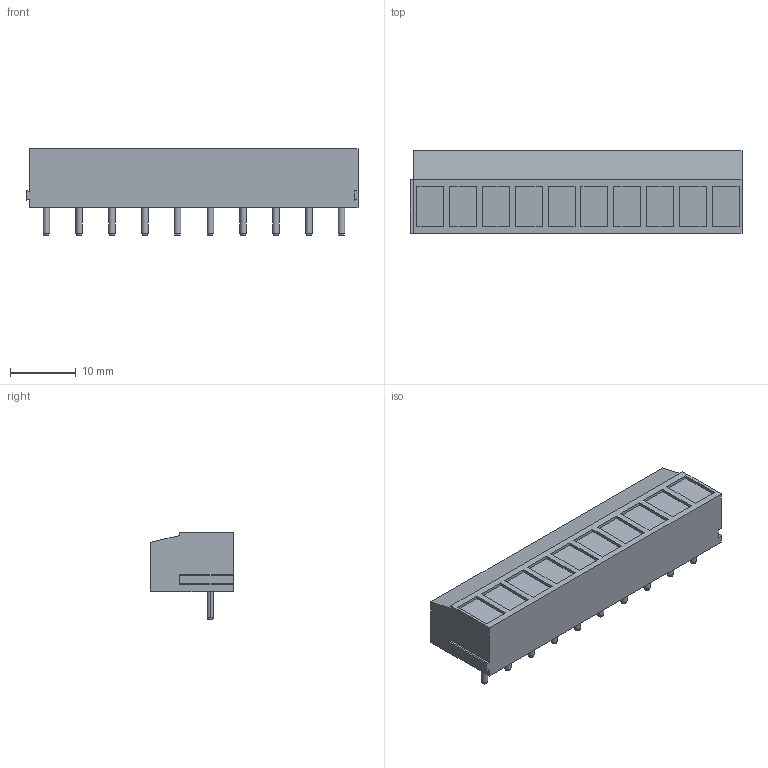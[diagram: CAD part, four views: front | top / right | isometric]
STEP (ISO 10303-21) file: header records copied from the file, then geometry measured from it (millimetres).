
FILE_DESCRIPTION(/* description */ (''),/* implementation_level */ '2;1');
FILE_NAME(/* name */ 'DG300R-5.0-10P-1Y-00A(H).stp',/* time_stamp */ '2020-05-28T10:14:43+08:00',/* author */ (''),/* organization */ (''),/* preprocessor_version */ 'ST-DEVELOPER v15',/* originating_system */ 'SIEMENS PLM Software NX 8.5',/* authorisation */ '');
FILE_SCHEMA (('AP203_CONFIGURATION_CONTROLLED_3D_DESIGN_OF_MECHANICAL_PARTS_AND_ASSEMBLIES_MIM_LF { 1 0 10303 403 2 1 2}'));
Length unit declared in the file: millimetre
Products named in the file (1): FOB16047BE40mcc
Bounding box: 50.6 x 12.6 x 13.2 mm (x, y, z)
Volume: 5169.8 mm3; surface area: 3413.9 mm2
Topology: 1 solids, 28 shells, 1521 faces, 4218 edges, 2832 vertices
Faces by surface type: plane 1347, cylinder 94, torus 40, cone 40
Entity records: 48860 total; most frequent: CARTESIAN_POINT 9564, ORIENTED_EDGE 8436, DIRECTION 7570, EDGE_CURVE 4218, LINE 3622, VECTOR 3622, VERTEX_POINT 2832, AXIS2_PLACEMENT_3D 1974
